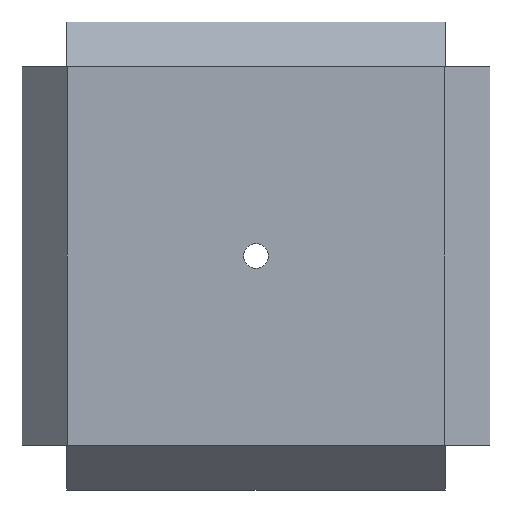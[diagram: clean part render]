
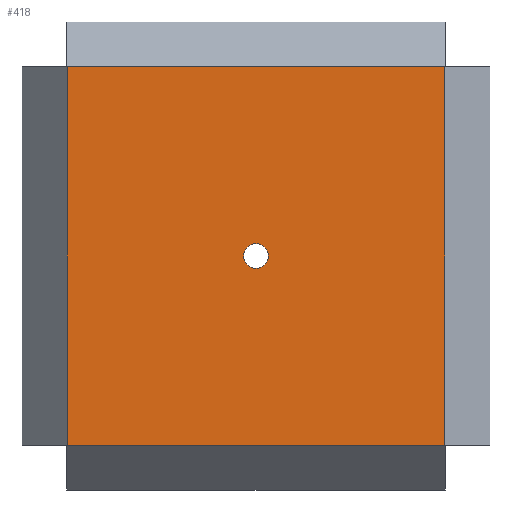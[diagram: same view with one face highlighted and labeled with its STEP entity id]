
A CAD part, front view. The second image highlights one B-rep face of the part: STEP entity #418.
In plain terms, the highlighted planar face has unit normal (0, -1, 0).
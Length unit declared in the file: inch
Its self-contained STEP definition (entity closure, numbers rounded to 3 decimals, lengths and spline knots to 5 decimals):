
#16=FACE_BOUND('',#85,.T.);
#35=PLANE('',#464);
#59=FACE_OUTER_BOUND('',#84,.T.);
#84=EDGE_LOOP('',(#358,#359,#360,#361));
#85=EDGE_LOOP('',(#362));
#123=LINE('',#649,#176);
#136=LINE('',#675,#189);
#139=LINE('',#680,#192);
#140=LINE('',#681,#193);
#176=VECTOR('',#533,0.3937);
#189=VECTOR('',#556,0.3937);
#192=VECTOR('',#561,0.3937);
#193=VECTOR('',#562,0.3937);
#199=CIRCLE('',#446,0.04331);
#201=VERTEX_POINT('',#581);
#223=VERTEX_POINT('',#646);
#224=VERTEX_POINT('',#648);
#231=VERTEX_POINT('',#672);
#232=VERTEX_POINT('',#674);
#236=EDGE_CURVE('',#201,#201,#199,.T.);
#267=EDGE_CURVE('',#223,#224,#123,.T.);
#280=EDGE_CURVE('',#231,#232,#136,.T.);
#283=EDGE_CURVE('',#224,#231,#139,.T.);
#284=EDGE_CURVE('',#232,#223,#140,.T.);
#358=ORIENTED_EDGE('',*,*,#283,.F.);
#359=ORIENTED_EDGE('',*,*,#267,.F.);
#360=ORIENTED_EDGE('',*,*,#284,.F.);
#361=ORIENTED_EDGE('',*,*,#280,.F.);
#362=ORIENTED_EDGE('',*,*,#236,.T.);
#418=ADVANCED_FACE('',(#59,#16),#35,.T.);
#446=AXIS2_PLACEMENT_3D('',#583,#477,#478);
#464=AXIS2_PLACEMENT_3D('',#679,#559,#560);
#477=DIRECTION('center_axis',(0.,1.,0.));
#478=DIRECTION('ref_axis',(1.,0.,0.));
#533=DIRECTION('',(1.,0.,0.));
#556=DIRECTION('',(-1.,0.,0.));
#559=DIRECTION('center_axis',(0.,-1.,0.));
#560=DIRECTION('ref_axis',(1.,0.,0.));
#561=DIRECTION('',(0.,0.,-1.));
#562=DIRECTION('',(0.,0.,1.));
#581=CARTESIAN_POINT('',(-1.02165,2.13386,0.));
#583=CARTESIAN_POINT('Origin',(-0.97835,2.13386,0.));
#646=CARTESIAN_POINT('',(-1.64252,2.13386,0.66535));
#648=CARTESIAN_POINT('',(-0.31417,2.13386,0.66535));
#649=CARTESIAN_POINT('',(-1.64252,2.13386,0.66535));
#672=CARTESIAN_POINT('',(-0.31417,2.13386,-0.66535));
#674=CARTESIAN_POINT('',(-1.64252,2.13386,-0.66535));
#675=CARTESIAN_POINT('',(-1.64252,2.13386,-0.66535));
#679=CARTESIAN_POINT('Origin',(-1.64252,2.13386,0.));
#680=CARTESIAN_POINT('',(-0.31417,2.13386,0.));
#681=CARTESIAN_POINT('',(-1.64252,2.13386,0.));
